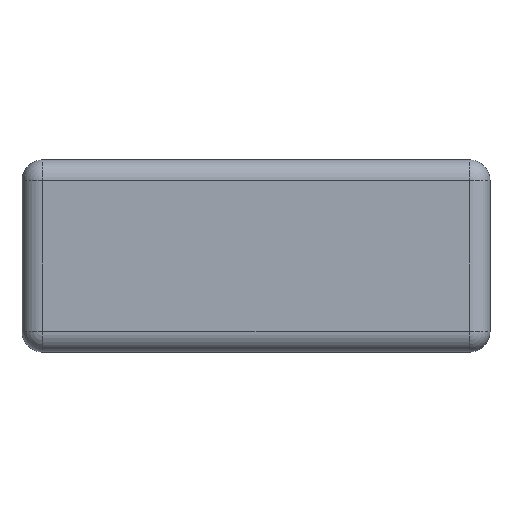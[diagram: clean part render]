
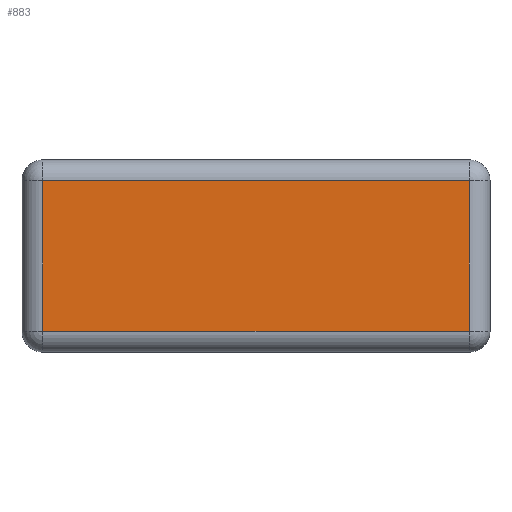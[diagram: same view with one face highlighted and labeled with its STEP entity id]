
A CAD part, top view. The second image highlights one B-rep face of the part: STEP entity #883.
In plain terms, the highlighted planar face has unit normal (0, 0, 1).
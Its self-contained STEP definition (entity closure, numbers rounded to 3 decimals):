
#97=FACE_OUTER_BOUND('',#147,.T.);
#147=EDGE_LOOP('',(#755,#756,#757,#758));
#241=LINE('',#1441,#345);
#243=LINE('',#1444,#347);
#247=LINE('',#1453,#351);
#251=LINE('',#1462,#355);
#345=VECTOR('',#1182,10.);
#347=VECTOR('',#1186,10.);
#351=VECTOR('',#1196,10.);
#355=VECTOR('',#1206,10.);
#421=VERTEX_POINT('',#1409);
#424=VERTEX_POINT('',#1416);
#426=VERTEX_POINT('',#1421);
#428=VERTEX_POINT('',#1427);
#538=EDGE_CURVE('',#426,#428,#241,.T.);
#540=EDGE_CURVE('',#428,#424,#243,.T.);
#545=EDGE_CURVE('',#421,#426,#247,.T.);
#550=EDGE_CURVE('',#424,#421,#251,.T.);
#755=ORIENTED_EDGE('',*,*,#538,.F.);
#756=ORIENTED_EDGE('',*,*,#545,.F.);
#757=ORIENTED_EDGE('',*,*,#550,.F.);
#758=ORIENTED_EDGE('',*,*,#540,.F.);
#833=PLANE('',#985);
#883=ADVANCED_FACE('',(#97),#833,.T.);
#985=AXIS2_PLACEMENT_3D('',#1473,#1219,#1220);
#1182=DIRECTION('',(-1.,0.,0.));
#1186=DIRECTION('',(0.,1.,0.));
#1196=DIRECTION('',(0.,-1.,0.));
#1206=DIRECTION('',(1.,0.,0.));
#1219=DIRECTION('center_axis',(0.,0.,1.));
#1220=DIRECTION('ref_axis',(1.,0.,0.));
#1409=CARTESIAN_POINT('',(43.,7.25,2.5));
#1416=CARTESIAN_POINT('',(2.,7.25,2.5));
#1421=CARTESIAN_POINT('',(43.,-7.25,2.5));
#1427=CARTESIAN_POINT('',(2.,-7.25,2.5));
#1441=CARTESIAN_POINT('',(33.75,-7.25,2.5));
#1444=CARTESIAN_POINT('',(2.,-4.625,2.5));
#1453=CARTESIAN_POINT('',(43.,4.625,2.5));
#1462=CARTESIAN_POINT('',(11.25,7.25,2.5));
#1473=CARTESIAN_POINT('Origin',(22.5,0.,2.5));
